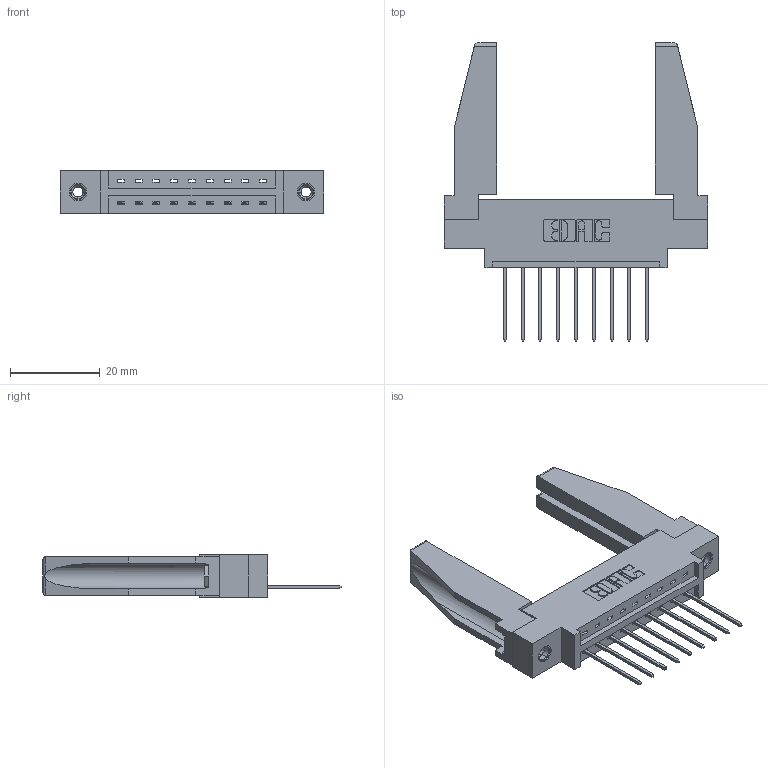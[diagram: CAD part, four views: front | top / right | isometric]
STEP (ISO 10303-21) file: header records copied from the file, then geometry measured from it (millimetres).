
FILE_DESCRIPTION (( 'STEP AP203' ), '1' );
FILE_NAME ('337-009-542-678.STEP', '2019-09-27T20:31:28', ( '' ), ( '' ), 'SwSTEP 2.0', 'SolidWorks 2016', '' );
FILE_SCHEMA (( 'CONFIG_CONTROL_DESIGN' ));
Length unit declared in the file: inch
Products named in the file (5): 337-009-542-678; 345-292-001_345-293-142; 345-250-001_345-250-001-102; 307-220-078; 337 Part_0.170 Offset - 0.156 Dia-TI
Assembly tree (14 placements, depth 2):
  337-009-542-678
    337 Part_0.170 Offset - 0.156 Dia-TI
    345-292-001_345-293-142  x9
    345-250-001_345-250-001-102  x2
    307-220-078  x2
Bounding box: 58.67 x 66.43 x 9.4 mm (x, y, z)
Volume: 9581.1 mm3; surface area: 9656 mm2
Topology: 14 solids, 14 shells, 806 faces, 2345 edges, 1542 vertices
Faces by surface type: plane 572, cylinder 218, cone 12, torus 4
Entity records: 13548 total; most frequent: CARTESIAN_POINT 2351, ORIENTED_EDGE 2252, DIRECTION 2056, EDGE_CURVE 1126, LINE 960, VECTOR 960, VERTEX_POINT 744, AXIS2_PLACEMENT_3D 548
